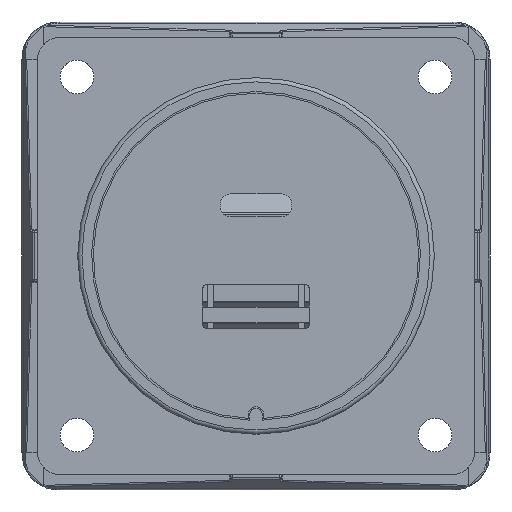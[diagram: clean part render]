
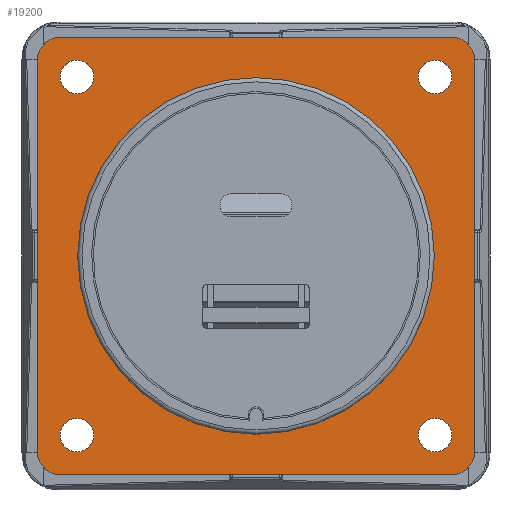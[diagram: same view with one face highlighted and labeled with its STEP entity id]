
A CAD part, top view. The second image highlights one B-rep face of the part: STEP entity #19200.
In plain terms, the highlighted planar face has unit normal (0, 0, 1).
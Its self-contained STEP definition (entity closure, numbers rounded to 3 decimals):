
#405=PLANE('',#20971);
#736=FACE_BOUND('',#6188,.T.);
#737=FACE_BOUND('',#6189,.T.);
#738=FACE_BOUND('',#6190,.T.);
#739=FACE_BOUND('',#6191,.T.);
#740=FACE_BOUND('',#6192,.T.);
#1827=LINE('',#31991,#3148);
#2306=LINE('',#35277,#3627);
#2311=LINE('',#35292,#3632);
#2316=LINE('',#35310,#3637);
#3148=VECTOR('',#22869,1000.);
#3627=VECTOR('',#24790,1000.);
#3632=VECTOR('',#24805,1000.);
#3637=VECTOR('',#24820,1000.);
#5024=FACE_OUTER_BOUND('',#6187,.T.);
#6187=EDGE_LOOP('',(#15757,#15758,#15759,#15760,#15761,#15762,#15763,#15764));
#6188=EDGE_LOOP('',(#15765));
#6189=EDGE_LOOP('',(#15766));
#6190=EDGE_LOOP('',(#15767));
#6191=EDGE_LOOP('',(#15768));
#6192=EDGE_LOOP('',(#15769));
#6812=CIRCLE('',#19829,2.);
#6814=CIRCLE('',#19832,2.);
#6816=CIRCLE('',#19835,2.);
#6818=CIRCLE('',#19838,2.);
#7016=CIRCLE('',#20071,21.15);
#7105=CIRCLE('',#20204,2.75);
#7108=CIRCLE('',#20211,2.75);
#7420=CIRCLE('',#20965,2.75);
#7422=CIRCLE('',#20970,2.75);
#7844=VERTEX_POINT('',#27516);
#7846=VERTEX_POINT('',#27522);
#7848=VERTEX_POINT('',#27528);
#7850=VERTEX_POINT('',#27534);
#8228=VERTEX_POINT('',#30177);
#8464=VERTEX_POINT('',#31988);
#8465=VERTEX_POINT('',#31990);
#8471=VERTEX_POINT('',#32004);
#8477=VERTEX_POINT('',#32018);
#8880=VERTEX_POINT('',#35276);
#8885=VERTEX_POINT('',#35290);
#8892=VERTEX_POINT('',#35307);
#8893=VERTEX_POINT('',#35309);
#9739=EDGE_CURVE('',#7844,#7844,#6812,.T.);
#9742=EDGE_CURVE('',#7846,#7846,#6814,.T.);
#9745=EDGE_CURVE('',#7848,#7848,#6816,.T.);
#9748=EDGE_CURVE('',#7850,#7850,#6818,.T.);
#10137=EDGE_CURVE('',#8228,#8228,#7016,.T.);
#10407=EDGE_CURVE('',#8465,#8464,#1827,.T.);
#10414=EDGE_CURVE('',#8471,#8465,#7105,.T.);
#10422=EDGE_CURVE('',#8464,#8477,#7108,.T.);
#11314=EDGE_CURVE('',#8880,#8471,#2306,.T.);
#11323=EDGE_CURVE('',#8477,#8885,#2311,.T.);
#11332=EDGE_CURVE('',#8893,#8892,#2316,.T.);
#11364=EDGE_CURVE('',#8885,#8893,#7420,.T.);
#11368=EDGE_CURVE('',#8892,#8880,#7422,.T.);
#15757=ORIENTED_EDGE('',*,*,#10414,.T.);
#15758=ORIENTED_EDGE('',*,*,#10407,.T.);
#15759=ORIENTED_EDGE('',*,*,#10422,.T.);
#15760=ORIENTED_EDGE('',*,*,#11323,.T.);
#15761=ORIENTED_EDGE('',*,*,#11364,.T.);
#15762=ORIENTED_EDGE('',*,*,#11332,.T.);
#15763=ORIENTED_EDGE('',*,*,#11368,.T.);
#15764=ORIENTED_EDGE('',*,*,#11314,.T.);
#15765=ORIENTED_EDGE('',*,*,#9739,.F.);
#15766=ORIENTED_EDGE('',*,*,#9742,.F.);
#15767=ORIENTED_EDGE('',*,*,#9745,.F.);
#15768=ORIENTED_EDGE('',*,*,#9748,.F.);
#15769=ORIENTED_EDGE('',*,*,#10137,.F.);
#19200=ADVANCED_FACE('',(#5024,#736,#737,#738,#739,#740),#405,.T.);
#19829=AXIS2_PLACEMENT_3D('',#27517,#21978,#21979);
#19832=AXIS2_PLACEMENT_3D('',#27523,#21985,#21986);
#19835=AXIS2_PLACEMENT_3D('',#27529,#21992,#21993);
#19838=AXIS2_PLACEMENT_3D('',#27535,#21999,#22000);
#20071=AXIS2_PLACEMENT_3D('',#30178,#22516,#22517);
#20204=AXIS2_PLACEMENT_3D('',#32005,#22881,#22882);
#20211=AXIS2_PLACEMENT_3D('',#32020,#22897,#22898);
#20965=AXIS2_PLACEMENT_3D('',#35368,#24894,#24895);
#20970=AXIS2_PLACEMENT_3D('',#35375,#24904,#24905);
#20971=AXIS2_PLACEMENT_3D('',#35376,#24906,#24907);
#21978=DIRECTION('center_axis',(0.,0.,1.));
#21979=DIRECTION('ref_axis',(1.,0.,0.));
#21985=DIRECTION('center_axis',(0.,0.,1.));
#21986=DIRECTION('ref_axis',(1.,0.,0.));
#21992=DIRECTION('center_axis',(0.,0.,1.));
#21993=DIRECTION('ref_axis',(1.,0.,0.));
#21999=DIRECTION('center_axis',(0.,0.,1.));
#22000=DIRECTION('ref_axis',(1.,0.,0.));
#22516=DIRECTION('center_axis',(0.,0.,1.));
#22517=DIRECTION('ref_axis',(1.,0.,0.));
#22869=DIRECTION('',(0.,-1.,0.));
#22881=DIRECTION('center_axis',(0.,0.,1.));
#22882=DIRECTION('ref_axis',(1.,0.,0.));
#22897=DIRECTION('center_axis',(0.,0.,1.));
#22898=DIRECTION('ref_axis',(1.,0.,0.));
#24790=DIRECTION('',(-1.,0.,0.));
#24805=DIRECTION('',(1.,0.,0.));
#24820=DIRECTION('',(0.,1.,0.));
#24894=DIRECTION('center_axis',(0.,0.,1.));
#24895=DIRECTION('ref_axis',(1.,0.,0.));
#24904=DIRECTION('center_axis',(0.,0.,1.));
#24905=DIRECTION('ref_axis',(1.,0.,0.));
#24906=DIRECTION('center_axis',(0.,0.,1.));
#24907=DIRECTION('ref_axis',(1.,0.,0.));
#27516=CARTESIAN_POINT('',(-19.25,21.25,-3.2));
#27517=CARTESIAN_POINT('Origin',(-21.25,21.25,-3.2));
#27522=CARTESIAN_POINT('',(-19.25,-21.25,-3.2));
#27523=CARTESIAN_POINT('Origin',(-21.25,-21.25,-3.2));
#27528=CARTESIAN_POINT('',(23.25,-21.25,-3.2));
#27529=CARTESIAN_POINT('Origin',(21.25,-21.25,-3.2));
#27534=CARTESIAN_POINT('',(23.25,21.25,-3.2));
#27535=CARTESIAN_POINT('Origin',(21.25,21.25,-3.2));
#30177=CARTESIAN_POINT('',(21.15,0.,-3.2));
#30178=CARTESIAN_POINT('Origin',(0.,0.,
-3.2));
#31988=CARTESIAN_POINT('',(-25.95,-23.2,-3.2));
#31990=CARTESIAN_POINT('',(-25.95,23.2,-3.2));
#31991=CARTESIAN_POINT('',(-25.95,23.2,-3.2));
#32004=CARTESIAN_POINT('',(-23.2,25.95,-3.2));
#32005=CARTESIAN_POINT('Origin',(-23.2,23.2,-3.2));
#32018=CARTESIAN_POINT('',(-23.2,-25.95,-3.2));
#32020=CARTESIAN_POINT('Origin',(-23.2,-23.2,-3.2));
#35276=CARTESIAN_POINT('',(23.2,25.95,-3.2));
#35277=CARTESIAN_POINT('',(23.2,25.95,-3.2));
#35290=CARTESIAN_POINT('',(23.2,-25.95,-3.2));
#35292=CARTESIAN_POINT('',(-23.2,-25.95,-3.2));
#35307=CARTESIAN_POINT('',(25.95,23.2,-3.2));
#35309=CARTESIAN_POINT('',(25.95,-23.2,-3.2));
#35310=CARTESIAN_POINT('',(25.95,-23.2,-3.2));
#35368=CARTESIAN_POINT('Origin',(23.2,-23.2,-3.2));
#35375=CARTESIAN_POINT('Origin',(23.2,23.2,-3.2));
#35376=CARTESIAN_POINT('Origin',(-23.2,23.2,-3.2));
